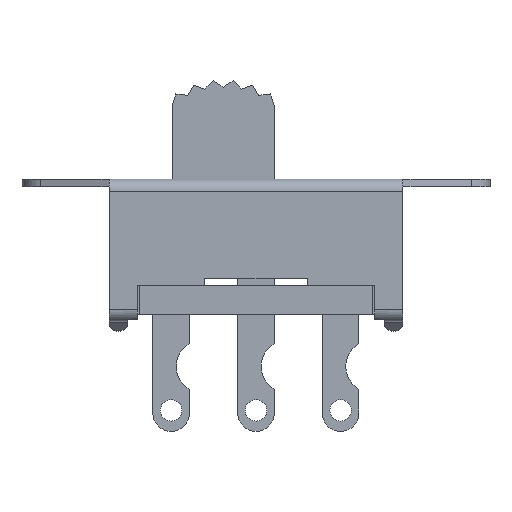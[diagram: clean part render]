
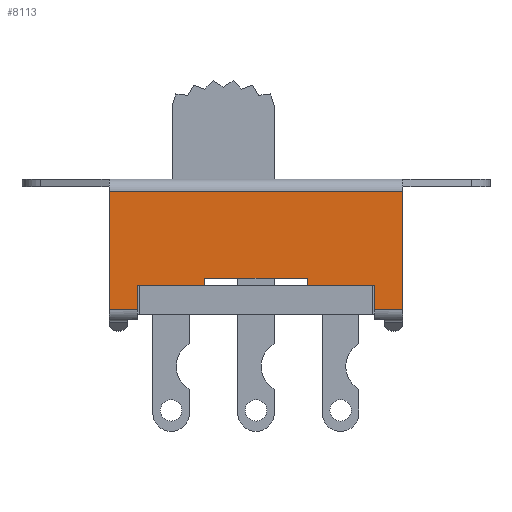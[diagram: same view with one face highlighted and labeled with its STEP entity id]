
A CAD part, top view. The second image highlights one B-rep face of the part: STEP entity #8113.
In plain terms, the highlighted planar face has unit normal (0, 0, 1).
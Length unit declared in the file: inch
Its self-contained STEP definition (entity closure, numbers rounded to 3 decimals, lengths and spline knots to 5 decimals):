
#358=FACE_OUTER_BOUND('',#773,.T.);
#773=EDGE_LOOP('',(#6085,#6086,#6087,#6088,#6089,#6090,#6091,#6092,#6093,
#6094,#6095,#6096));
#1704=LINE('',#12230,#2601);
#1750=LINE('',#12350,#2647);
#1761=LINE('',#12377,#2658);
#1762=LINE('',#12379,#2659);
#1763=LINE('',#12381,#2660);
#1764=LINE('',#12383,#2661);
#1765=LINE('',#12385,#2662);
#1766=LINE('',#12387,#2663);
#1767=LINE('',#12389,#2664);
#1768=LINE('',#12391,#2665);
#1769=LINE('',#12393,#2666);
#1770=LINE('',#12394,#2667);
#2601=VECTOR('',#9932,0.3937);
#2647=VECTOR('',#10036,0.3937);
#2658=VECTOR('',#10059,0.3937);
#2659=VECTOR('',#10060,0.3937);
#2660=VECTOR('',#10061,0.3937);
#2661=VECTOR('',#10062,0.3937);
#2662=VECTOR('',#10063,0.3937);
#2663=VECTOR('',#10064,0.3937);
#2664=VECTOR('',#10065,0.3937);
#2665=VECTOR('',#10066,0.3937);
#2666=VECTOR('',#10067,0.3937);
#2667=VECTOR('',#10068,0.3937);
#3418=VERTEX_POINT('',#12227);
#3419=VERTEX_POINT('',#12229);
#3464=VERTEX_POINT('',#12348);
#3474=VERTEX_POINT('',#12376);
#3475=VERTEX_POINT('',#12378);
#3476=VERTEX_POINT('',#12380);
#3477=VERTEX_POINT('',#12382);
#3478=VERTEX_POINT('',#12384);
#3479=VERTEX_POINT('',#12386);
#3480=VERTEX_POINT('',#12388);
#3481=VERTEX_POINT('',#12390);
#3482=VERTEX_POINT('',#12392);
#4348=EDGE_CURVE('',#3418,#3419,#1704,.T.);
#4409=EDGE_CURVE('',#3464,#3418,#1750,.T.);
#4422=EDGE_CURVE('',#3464,#3474,#1761,.T.);
#4423=EDGE_CURVE('',#3474,#3475,#1762,.T.);
#4424=EDGE_CURVE('',#3475,#3476,#1763,.T.);
#4425=EDGE_CURVE('',#3477,#3476,#1764,.T.);
#4426=EDGE_CURVE('',#3477,#3478,#1765,.T.);
#4427=EDGE_CURVE('',#3478,#3479,#1766,.T.);
#4428=EDGE_CURVE('',#3479,#3480,#1767,.T.);
#4429=EDGE_CURVE('',#3480,#3481,#1768,.T.);
#4430=EDGE_CURVE('',#3481,#3482,#1769,.T.);
#4431=EDGE_CURVE('',#3482,#3419,#1770,.T.);
#6085=ORIENTED_EDGE('',*,*,#4409,.F.);
#6086=ORIENTED_EDGE('',*,*,#4422,.T.);
#6087=ORIENTED_EDGE('',*,*,#4423,.T.);
#6088=ORIENTED_EDGE('',*,*,#4424,.T.);
#6089=ORIENTED_EDGE('',*,*,#4425,.F.);
#6090=ORIENTED_EDGE('',*,*,#4426,.T.);
#6091=ORIENTED_EDGE('',*,*,#4427,.T.);
#6092=ORIENTED_EDGE('',*,*,#4428,.T.);
#6093=ORIENTED_EDGE('',*,*,#4429,.T.);
#6094=ORIENTED_EDGE('',*,*,#4430,.T.);
#6095=ORIENTED_EDGE('',*,*,#4431,.T.);
#6096=ORIENTED_EDGE('',*,*,#4348,.F.);
#7411=PLANE('',#8634);
#8113=ADVANCED_FACE('',(#358),#7411,.T.);
#8634=AXIS2_PLACEMENT_3D('',#12375,#10057,#10058);
#9932=DIRECTION('',(0.,1.,0.));
#10036=DIRECTION('',(-1.,0.,0.));
#10057=DIRECTION('center_axis',(0.,0.,1.));
#10058=DIRECTION('ref_axis',(1.,0.,0.));
#10059=DIRECTION('',(0.,1.,0.));
#10060=DIRECTION('',(-1.,0.,0.));
#10061=DIRECTION('',(0.,-1.,0.));
#10062=DIRECTION('',(-1.,0.,0.));
#10063=DIRECTION('',(0.,1.,0.));
#10064=DIRECTION('',(1.,0.,0.));
#10065=DIRECTION('',(0.,1.,0.));
#10066=DIRECTION('',(1.,0.,0.));
#10067=DIRECTION('',(0.,-1.,0.));
#10068=DIRECTION('',(1.,0.,0.));
#12227=CARTESIAN_POINT('',(0.254,0.16464,-0.00946));
#12229=CARTESIAN_POINT('',(0.254,0.21664,-0.00946));
#12230=CARTESIAN_POINT('',(0.254,0.15464,-0.00946));
#12348=CARTESIAN_POINT('',(0.314,0.16464,-0.00946));
#12350=CARTESIAN_POINT('',(0.,0.16464,-0.00946));
#12375=CARTESIAN_POINT('Origin',(0.,0.32464,
-0.00946));
#12376=CARTESIAN_POINT('',(0.314,0.41693,-0.00946));
#12377=CARTESIAN_POINT('',(0.314,0.21664,-0.00946));
#12378=CARTESIAN_POINT('',(-0.314,0.41693,-0.00946));
#12379=CARTESIAN_POINT('',(0.,0.41693,-0.00946));
#12380=CARTESIAN_POINT('',(-0.314,0.16464,-0.00946));
#12381=CARTESIAN_POINT('',(-0.314,0.43264,-0.00946));
#12382=CARTESIAN_POINT('',(-0.254,0.16464,-0.00946));
#12383=CARTESIAN_POINT('',(0.,0.16464,-0.00946));
#12384=CARTESIAN_POINT('',(-0.254,0.21664,-0.00946));
#12385=CARTESIAN_POINT('',(-0.254,0.15464,-0.00946));
#12386=CARTESIAN_POINT('',(-0.11,0.21664,-0.00946));
#12387=CARTESIAN_POINT('',(-0.314,0.21664,-0.00946));
#12388=CARTESIAN_POINT('',(-0.11,0.23164,-0.00946));
#12389=CARTESIAN_POINT('',(-0.11,0.27814,-0.00946));
#12390=CARTESIAN_POINT('',(0.11,0.23164,-0.00946));
#12391=CARTESIAN_POINT('',(0.055,0.23164,-0.00946));
#12392=CARTESIAN_POINT('',(0.11,0.21664,-0.00946));
#12393=CARTESIAN_POINT('',(0.11,0.27064,-0.00946));
#12394=CARTESIAN_POINT('',(-0.314,0.21664,-0.00946));
